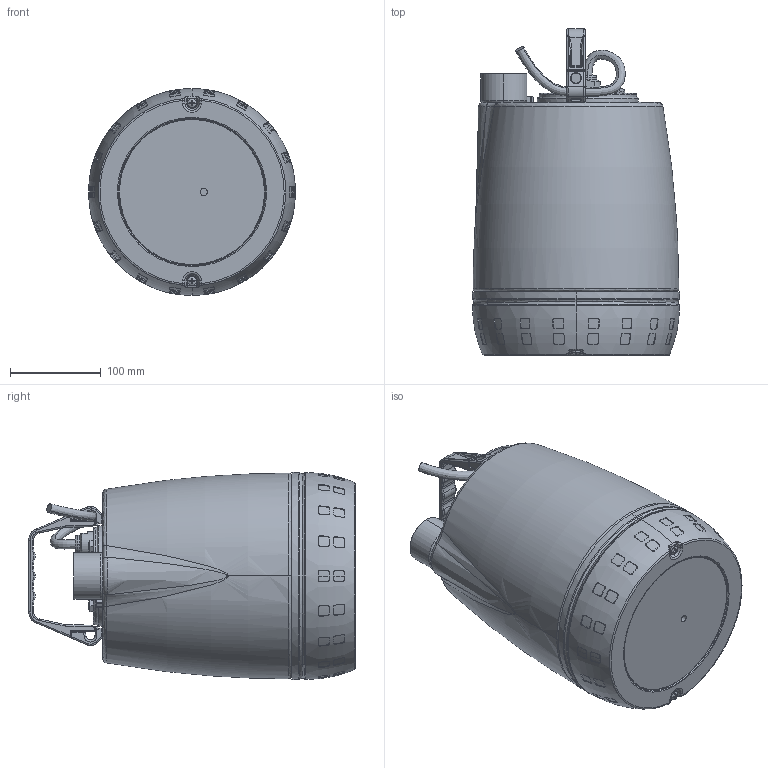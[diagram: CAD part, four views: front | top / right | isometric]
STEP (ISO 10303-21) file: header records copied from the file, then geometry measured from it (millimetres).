
FILE_DESCRIPTION (( 'STEP AP203' ), '1' );
FILE_NAME ('4_93_601_01_REV00.step', '2023-06-14T14:50:22', ( '' ), ( '' ), 'SwSTEP 2.0', 'SolidWorks 2020', '' );
FILE_SCHEMA (( 'CONFIG_CONTROL_DESIGN' ));
Products named in the file (1): 4_93_601_01_REV00
Bounding box: 228 x 359.77 x 228 mm (x, y, z)
Volume: 10937423.7 mm3; surface area: 438964.7 mm2
Topology: 16 solids, 16 shells, 1661 faces, 4214 edges, 2584 vertices
Faces by surface type: cylinder 589, plane 510, bspline 419, cone 71, torus 48, sphere 24
Entity records: 102423 total; most frequent: CARTESIAN_POINT 67689, ORIENTED_EDGE 8316, DIRECTION 5244, EDGE_CURVE 4158, VERTEX_POINT 2584, B_SPLINE_CURVE_WITH_KNOTS 1954, AXIS2_PLACEMENT_3D 1843, EDGE_LOOP 1750
